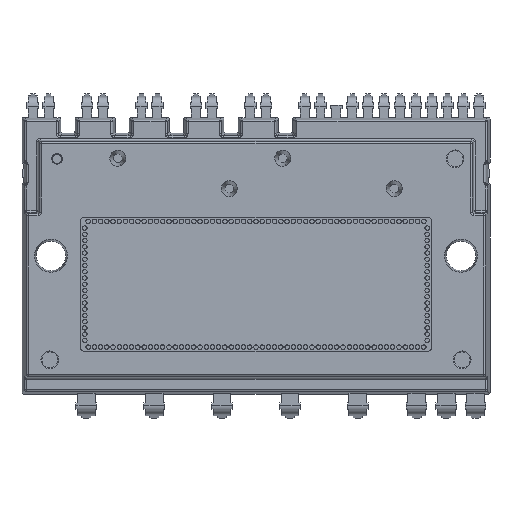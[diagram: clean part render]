
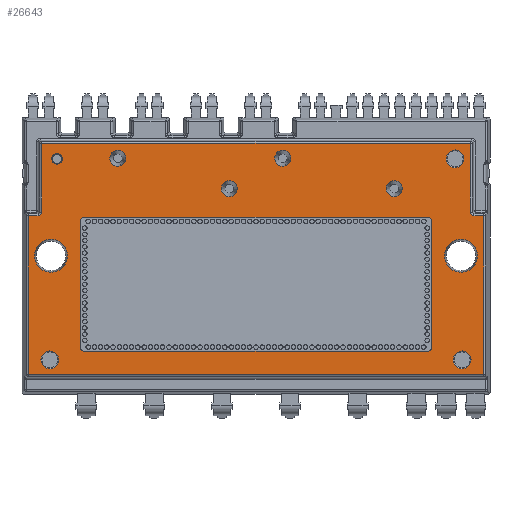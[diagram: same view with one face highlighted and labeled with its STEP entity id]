
A CAD part, top view. The second image highlights one B-rep face of the part: STEP entity #26643.
In plain terms, the highlighted planar face has unit normal (0, 0, 1).
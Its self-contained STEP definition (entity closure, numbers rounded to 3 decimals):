
#80=B_SPLINE_CURVE_WITH_KNOTS('',3,(#41506,#41507,#41508,#41509,#41510,
#41511,#41512),.UNSPECIFIED.,.F.,.F.,(4,3,4),(2.366,3.142,
3.917),.UNSPECIFIED.);
#81=B_SPLINE_CURVE_WITH_KNOTS('',3,(#41524,#41525,#41526,#41527,#41528,
#41529,#41530),.UNSPECIFIED.,.F.,.F.,(4,3,4),(2.366,3.142,
3.917),.UNSPECIFIED.);
#616=FACE_BOUND('',#9406,.T.);
#617=FACE_BOUND('',#9407,.T.);
#618=FACE_BOUND('',#9408,.T.);
#619=FACE_BOUND('',#9409,.T.);
#620=FACE_BOUND('',#9410,.T.);
#621=FACE_BOUND('',#9411,.T.);
#622=FACE_BOUND('',#9412,.T.);
#623=FACE_BOUND('',#9413,.T.);
#624=FACE_BOUND('',#9414,.T.);
#625=FACE_BOUND('',#9415,.T.);
#833=PLANE('',#29042);
#1957=LINE('',#41504,#4472);
#1958=LINE('',#41514,#4473);
#1959=LINE('',#41516,#4474);
#1960=LINE('',#41518,#4475);
#1961=LINE('',#41520,#4476);
#1962=LINE('',#41522,#4477);
#1963=LINE('',#41532,#4478);
#1964=LINE('',#41533,#4479);
#4472=VECTOR('',#33460,1000.);
#4473=VECTOR('',#33461,1000.);
#4474=VECTOR('',#33462,1000.);
#4475=VECTOR('',#33463,1000.);
#4476=VECTOR('',#33464,1000.);
#4477=VECTOR('',#33465,1000.);
#4478=VECTOR('',#33466,1000.);
#4479=VECTOR('',#33467,1000.);
#7574=FACE_OUTER_BOUND('',#9405,.T.);
#9405=EDGE_LOOP('',(#19940,#19941,#19942,#19943,#19944,#19945,#19946,#19947,
#19948,#19949));
#9406=EDGE_LOOP('',(#19950));
#9407=EDGE_LOOP('',(#19951));
#9408=EDGE_LOOP('',(#19952));
#9409=EDGE_LOOP('',(#19953));
#9410=EDGE_LOOP('',(#19954));
#9411=EDGE_LOOP('',(#19955,#19956));
#9412=EDGE_LOOP('',(#19957));
#9413=EDGE_LOOP('',(#19958,#19959));
#9414=EDGE_LOOP('',(#19960));
#9415=EDGE_LOOP('',(#19961));
#11255=CIRCLE('',#28988,0.6);
#11256=CIRCLE('',#28990,1.);
#11257=CIRCLE('',#28992,1.);
#11258=CIRCLE('',#28994,1.);
#11260=CIRCLE('',#28997,0.9);
#11261=CIRCLE('',#28998,0.9);
#11264=CIRCLE('',#29002,0.9);
#11265=CIRCLE('',#29003,0.9);
#11268=CIRCLE('',#29007,1.843);
#11270=CIRCLE('',#29010,1.843);
#11271=CIRCLE('',#29043,0.9);
#11272=CIRCLE('',#29044,0.9);
#12307=VERTEX_POINT('',#41137);
#12308=VERTEX_POINT('',#41141);
#12309=VERTEX_POINT('',#41145);
#12310=VERTEX_POINT('',#41149);
#12312=VERTEX_POINT('',#41155);
#12313=VERTEX_POINT('',#41172);
#12314=VERTEX_POINT('',#41173);
#12318=VERTEX_POINT('',#41183);
#12319=VERTEX_POINT('',#41200);
#12320=VERTEX_POINT('',#41201);
#12324=VERTEX_POINT('',#41211);
#12326=VERTEX_POINT('',#41217);
#12445=VERTEX_POINT('',#41502);
#12446=VERTEX_POINT('',#41503);
#12447=VERTEX_POINT('',#41505);
#12448=VERTEX_POINT('',#41513);
#12449=VERTEX_POINT('',#41515);
#12450=VERTEX_POINT('',#41517);
#12451=VERTEX_POINT('',#41519);
#12452=VERTEX_POINT('',#41521);
#12453=VERTEX_POINT('',#41523);
#12454=VERTEX_POINT('',#41531);
#15098=EDGE_CURVE('',#12307,#12307,#11255,.T.);
#15100=EDGE_CURVE('',#12308,#12308,#11256,.T.);
#15102=EDGE_CURVE('',#12309,#12309,#11257,.T.);
#15104=EDGE_CURVE('',#12310,#12310,#11258,.T.);
#15107=EDGE_CURVE('',#12312,#12312,#11260,.T.);
#15108=EDGE_CURVE('',#12313,#12314,#11261,.T.);
#15114=EDGE_CURVE('',#12318,#12318,#11264,.T.);
#15115=EDGE_CURVE('',#12319,#12320,#11265,.T.);
#15121=EDGE_CURVE('',#12324,#12324,#11268,.T.);
#15124=EDGE_CURVE('',#12326,#12326,#11270,.T.);
#15257=EDGE_CURVE('',#12445,#12446,#1957,.T.);
#15258=EDGE_CURVE('',#12446,#12447,#80,.T.);
#15259=EDGE_CURVE('',#12447,#12448,#1958,.T.);
#15260=EDGE_CURVE('',#12448,#12449,#1959,.T.);
#15261=EDGE_CURVE('',#12449,#12450,#1960,.T.);
#15262=EDGE_CURVE('',#12450,#12451,#1961,.T.);
#15263=EDGE_CURVE('',#12451,#12452,#1962,.T.);
#15264=EDGE_CURVE('',#12452,#12453,#81,.T.);
#15265=EDGE_CURVE('',#12453,#12454,#1963,.T.);
#15266=EDGE_CURVE('',#12454,#12445,#1964,.T.);
#15267=EDGE_CURVE('',#12314,#12313,#11271,.T.);
#15268=EDGE_CURVE('',#12320,#12319,#11272,.T.);
#19940=ORIENTED_EDGE('',*,*,#15257,.T.);
#19941=ORIENTED_EDGE('',*,*,#15258,.T.);
#19942=ORIENTED_EDGE('',*,*,#15259,.T.);
#19943=ORIENTED_EDGE('',*,*,#15260,.T.);
#19944=ORIENTED_EDGE('',*,*,#15261,.T.);
#19945=ORIENTED_EDGE('',*,*,#15262,.T.);
#19946=ORIENTED_EDGE('',*,*,#15263,.T.);
#19947=ORIENTED_EDGE('',*,*,#15264,.T.);
#19948=ORIENTED_EDGE('',*,*,#15265,.T.);
#19949=ORIENTED_EDGE('',*,*,#15266,.T.);
#19950=ORIENTED_EDGE('',*,*,#15098,.F.);
#19951=ORIENTED_EDGE('',*,*,#15100,.F.);
#19952=ORIENTED_EDGE('',*,*,#15102,.F.);
#19953=ORIENTED_EDGE('',*,*,#15104,.F.);
#19954=ORIENTED_EDGE('',*,*,#15107,.F.);
#19955=ORIENTED_EDGE('',*,*,#15108,.F.);
#19956=ORIENTED_EDGE('',*,*,#15267,.F.);
#19957=ORIENTED_EDGE('',*,*,#15114,.F.);
#19958=ORIENTED_EDGE('',*,*,#15115,.F.);
#19959=ORIENTED_EDGE('',*,*,#15268,.F.);
#19960=ORIENTED_EDGE('',*,*,#15121,.F.);
#19961=ORIENTED_EDGE('',*,*,#15124,.F.);
#26643=ADVANCED_FACE('',(#7574,#616,#617,#618,#619,#620,#621,#622,#623,
#624,#625),#833,.T.);
#28988=AXIS2_PLACEMENT_3D('',#41139,#33207,#33208);
#28990=AXIS2_PLACEMENT_3D('',#41143,#33212,#33213);
#28992=AXIS2_PLACEMENT_3D('',#41147,#33217,#33218);
#28994=AXIS2_PLACEMENT_3D('',#41151,#33222,#33223);
#28997=AXIS2_PLACEMENT_3D('',#41157,#33229,#33230);
#28998=AXIS2_PLACEMENT_3D('',#41174,#33231,#33232);
#29002=AXIS2_PLACEMENT_3D('',#41185,#33242,#33243);
#29003=AXIS2_PLACEMENT_3D('',#41202,#33244,#33245);
#29007=AXIS2_PLACEMENT_3D('',#41213,#33255,#33256);
#29010=AXIS2_PLACEMENT_3D('',#41219,#33262,#33263);
#29042=AXIS2_PLACEMENT_3D('',#41501,#33458,#33459);
#29043=AXIS2_PLACEMENT_3D('',#41534,#33468,#33469);
#29044=AXIS2_PLACEMENT_3D('',#41535,#33470,#33471);
#33207=DIRECTION('center_axis',(0.,0.,1.));
#33208=DIRECTION('ref_axis',(1.,0.,0.));
#33212=DIRECTION('center_axis',(0.,0.,1.));
#33213=DIRECTION('ref_axis',(1.,0.,0.));
#33217=DIRECTION('center_axis',(0.,0.,1.));
#33218=DIRECTION('ref_axis',(1.,0.,0.));
#33222=DIRECTION('center_axis',(0.,0.,1.));
#33223=DIRECTION('ref_axis',(1.,0.,0.));
#33229=DIRECTION('center_axis',(0.,0.,1.));
#33230=DIRECTION('ref_axis',(1.,0.,0.));
#33231=DIRECTION('center_axis',(0.,0.,1.));
#33232=DIRECTION('ref_axis',(1.,0.,0.));
#33242=DIRECTION('center_axis',(0.,0.,1.));
#33243=DIRECTION('ref_axis',(1.,0.,0.));
#33244=DIRECTION('center_axis',(0.,0.,1.));
#33245=DIRECTION('ref_axis',(1.,0.,0.));
#33255=DIRECTION('center_axis',(0.,0.,1.));
#33256=DIRECTION('ref_axis',(1.,0.,0.));
#33262=DIRECTION('center_axis',(0.,0.,1.));
#33263=DIRECTION('ref_axis',(1.,0.,0.));
#33458=DIRECTION('center_axis',(0.,0.,1.));
#33459=DIRECTION('ref_axis',(1.,0.,0.));
#33460=DIRECTION('',(0.,-1.,0.));
#33461=DIRECTION('',(-1.,0.,0.));
#33462=DIRECTION('',(0.,-1.,0.));
#33463=DIRECTION('',(1.,0.,0.));
#33464=DIRECTION('',(0.,1.,0.));
#33465=DIRECTION('',(-1.,0.,0.));
#33466=DIRECTION('',(0.,1.,0.));
#33467=DIRECTION('',(-1.,0.,0.));
#33468=DIRECTION('center_axis',(0.,0.,1.));
#33469=DIRECTION('ref_axis',(1.,0.,0.));
#33470=DIRECTION('center_axis',(0.,0.,1.));
#33471=DIRECTION('ref_axis',(1.,0.,0.));
#41137=CARTESIAN_POINT('',(-22.92,10.875,7.39));
#41139=CARTESIAN_POINT('Origin',(-22.32,10.875,7.39));
#41141=CARTESIAN_POINT('',(-24.12,-11.68,7.39));
#41143=CARTESIAN_POINT('Origin',(-23.12,-11.68,7.39));
#41145=CARTESIAN_POINT('',(22.12,-11.68,7.39));
#41147=CARTESIAN_POINT('Origin',(23.12,-11.68,7.39));
#41149=CARTESIAN_POINT('',(21.33,10.87,7.39));
#41151=CARTESIAN_POINT('Origin',(22.33,10.87,7.39));
#41155=CARTESIAN_POINT('',(14.6,7.54,7.39));
#41157=CARTESIAN_POINT('Origin',(15.5,7.54,7.39));
#41172=CARTESIAN_POINT('',(3.263,10.079,7.39));
#41173=CARTESIAN_POINT('',(2.737,11.801,7.39));
#41174=CARTESIAN_POINT('Origin',(3.,10.94,7.39));
#41183=CARTESIAN_POINT('',(-3.9,7.54,7.39));
#41185=CARTESIAN_POINT('Origin',(-3.,7.54,7.39));
#41200=CARTESIAN_POINT('',(-15.237,10.079,7.39));
#41201=CARTESIAN_POINT('',(-15.763,11.801,7.39));
#41202=CARTESIAN_POINT('Origin',(-15.5,10.94,7.39));
#41211=CARTESIAN_POINT('',(21.157,0.,7.39));
#41213=CARTESIAN_POINT('Origin',(23.,0.,7.39));
#41217=CARTESIAN_POINT('',(-24.843,0.,7.39));
#41219=CARTESIAN_POINT('Origin',(-23.,0.,7.39));
#41501=CARTESIAN_POINT('Origin',(0.,0.,7.39));
#41502=CARTESIAN_POINT('',(-24.057,12.617,7.39));
#41503=CARTESIAN_POINT('',(-24.057,4.893,7.39));
#41504=CARTESIAN_POINT('',(-24.057,0.,7.39));
#41505=CARTESIAN_POINT('',(-24.453,4.497,7.39));
#41506=CARTESIAN_POINT('Ctrl Pts',(-24.057,4.893,7.39));
#41507=CARTESIAN_POINT('Ctrl Pts',(-24.057,4.788,7.39));
#41508=CARTESIAN_POINT('Ctrl Pts',(-24.099,4.685,7.39));
#41509=CARTESIAN_POINT('Ctrl Pts',(-24.172,4.612,7.39));
#41510=CARTESIAN_POINT('Ctrl Pts',(-24.245,4.539,7.39));
#41511=CARTESIAN_POINT('Ctrl Pts',(-24.348,4.497,7.39));
#41512=CARTESIAN_POINT('Ctrl Pts',(-24.453,4.497,7.39));
#41513=CARTESIAN_POINT('',(-25.558,4.497,7.39));
#41514=CARTESIAN_POINT('',(0.,4.497,7.39));
#41515=CARTESIAN_POINT('',(-25.558,-13.33,7.39));
#41516=CARTESIAN_POINT('',(-25.558,-13.306,7.39));
#41517=CARTESIAN_POINT('',(25.558,-13.33,7.39));
#41518=CARTESIAN_POINT('',(25.533,-13.33,7.39));
#41519=CARTESIAN_POINT('',(25.558,4.497,7.39));
#41520=CARTESIAN_POINT('',(25.558,4.472,7.39));
#41521=CARTESIAN_POINT('',(24.453,4.497,7.39));
#41522=CARTESIAN_POINT('',(0.,4.497,7.39));
#41523=CARTESIAN_POINT('',(24.057,4.893,7.39));
#41524=CARTESIAN_POINT('Ctrl Pts',(24.453,4.497,7.39));
#41525=CARTESIAN_POINT('Ctrl Pts',(24.348,4.497,7.39));
#41526=CARTESIAN_POINT('Ctrl Pts',(24.245,4.539,7.39));
#41527=CARTESIAN_POINT('Ctrl Pts',(24.172,4.612,7.39));
#41528=CARTESIAN_POINT('Ctrl Pts',(24.099,4.685,7.39));
#41529=CARTESIAN_POINT('Ctrl Pts',(24.057,4.788,7.39));
#41530=CARTESIAN_POINT('Ctrl Pts',(24.057,4.893,7.39));
#41531=CARTESIAN_POINT('',(24.057,12.617,7.39));
#41532=CARTESIAN_POINT('',(24.057,0.,7.39));
#41533=CARTESIAN_POINT('',(0.,12.617,7.39));
#41534=CARTESIAN_POINT('Origin',(3.,10.94,7.39));
#41535=CARTESIAN_POINT('Origin',(-15.5,10.94,7.39));
